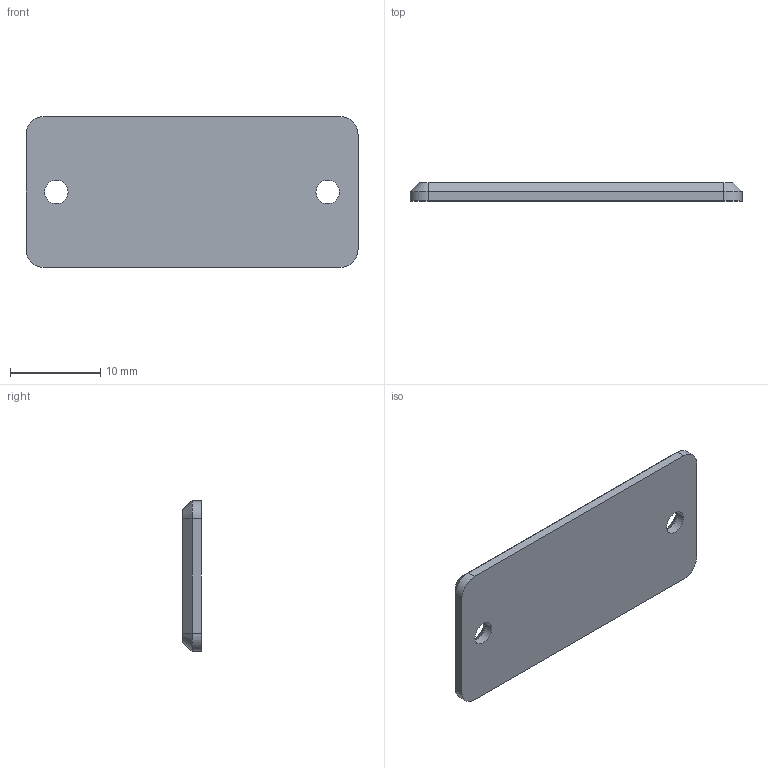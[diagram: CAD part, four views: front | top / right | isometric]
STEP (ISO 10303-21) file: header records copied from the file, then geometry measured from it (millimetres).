
FILE_DESCRIPTION((''),'2;1');
FILE_NAME('190169051','2025-05-30T15:58:12',('guozhihui'),(''),'CREO PARAMETRIC BY PTC INC, 2020044','CREO PARAMETRIC BY PTC INC, 2020044','');
FILE_SCHEMA(('CONFIG_CONTROL_DESIGN'));
Length unit declared in the file: millimetre
Products named in the file (1): 190169051
Bounding box: 36.7 x 2 x 16.7 mm (x, y, z)
Volume: 1136.8 mm3; surface area: 1368.3 mm2
Topology: 1 solids, 1 shells, 26 faces, 60 edges, 36 vertices
Faces by surface type: plane 10, cylinder 8, cone 8
Entity records: 778 total; most frequent: DIRECTION 136, CARTESIAN_POINT 122, ORIENTED_EDGE 120, EDGE_CURVE 60, AXIS2_PLACEMENT_3D 50, VECTOR 36, LINE 36, VERTEX_POINT 36
